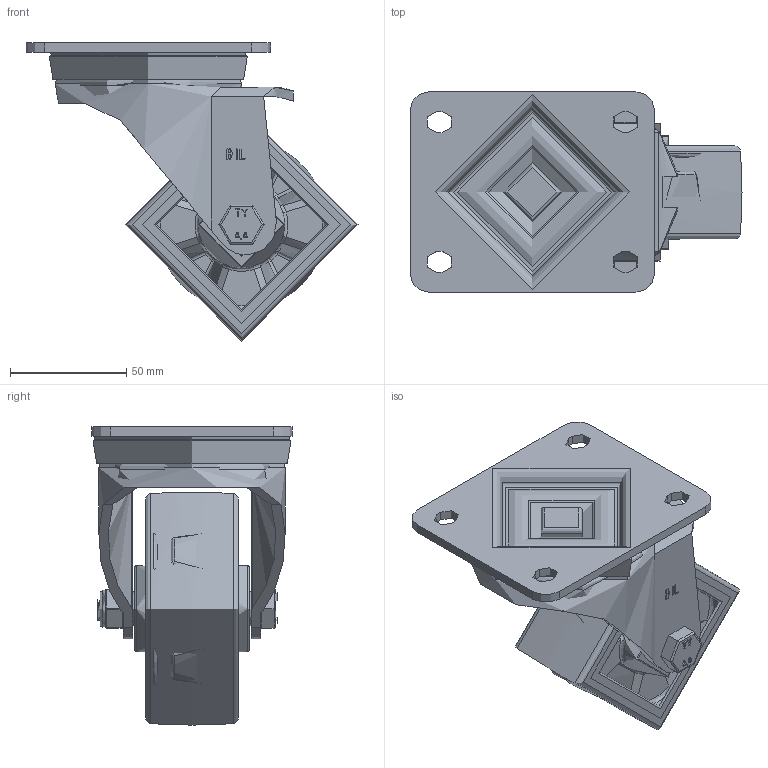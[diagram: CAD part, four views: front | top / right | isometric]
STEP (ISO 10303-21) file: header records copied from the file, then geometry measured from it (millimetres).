
FILE_DESCRIPTION(/* description */ (''),/* implementation_level */ '2;1');
FILE_NAME(/* name */ 'BZH100XPNB.step',/* time_stamp */ '2025-06-10T12:37:59+01:00',/* author */ (''),/* organization */ (''),/* preprocessor_version */ 'ST-DEVELOPER v20.1',/* originating_system */ 'Autodesk Translation Framework v14.10.0.0',/* authorisation */ '');
FILE_SCHEMA (('AUTOMOTIVE_DESIGN { 1 0 10303 214 3 1 1 }'));
Products named in the file (22): BZH100XPNB; BZH100AS - 2 v1; ZINC PLATED, PRESSED STEEL TOP PLATE (1); ZINC PLATED, PRESSED STEEL FORKS (1); BEARING SEAL; BZXH100WPNRB v1; POLYURETHANE TYRE; NYLON RIM; NYLON RIM Geometry; CAP; ROLLER BEARING; CAGE; RIBS; Component4; TUBEM15X52CH v1; ZINC PLATED STEEL TUBE; HEXBOLTM10X70Z8.8 v2; GRADE 8.8 THREADED ZINC PLATED BOLT; NYLOCM10Z v1; NYLOC NUT; RUBBER; NUT
Assembly tree (28 placements, depth 5):
  BZH100XPNB
    BZH100AS - 2 v1
      ZINC PLATED, PRESSED STEEL TOP PLATE (1)
      ZINC PLATED, PRESSED STEEL FORKS (1)
      BEARING SEAL
    BZXH100WPNRB v1
      POLYURETHANE TYRE
      NYLON RIM
        NYLON RIM Geometry
        CAP
      ROLLER BEARING
        CAGE
        RIBS
          Component4  x8
    TUBEM15X52CH v1
      ZINC PLATED STEEL TUBE
    HEXBOLTM10X70Z8.8 v2
      GRADE 8.8 THREADED ZINC PLATED BOLT
    NYLOCM10Z v1
      NYLOC NUT
        RUBBER
        NUT
Bounding box: 142.5 x 86 x 128 mm (x, y, z)
Volume: 355281.1 mm3; surface area: 149162.2 mm2
Topology: 19 solids, 19 shells, 676 faces, 1600 edges, 972 vertices
Faces by surface type: plane 255, bspline 163, cylinder 151, torus 56, sphere 44, cone 7
Full cylindrical faces by diameter (mm): 4 x8, 8.141 x18, 9.85 x19, 10 x3, 10.2 x2, 10.3 x1, 12 x2, 14.9 x1, 15 x1, 15.5 x2, 16 x2, 20 x1, 22.5 x1, 25 x2, 26 x1, 26.9 x1, 27 x1, 31 x1, 32 x1, 37 x2, 50.5 x1, 72 x1, 73 x2, 80 x1, 85 x2
Entity records: 50933 total; most frequent: CARTESIAN_POINT 35777, ORIENTED_EDGE 3158, DIRECTION 2858, EDGE_CURVE 1579, AXIS2_PLACEMENT_3D 1112, VERTEX_POINT 958, EDGE_LOOP 711, FACE_OUTER_BOUND 655
